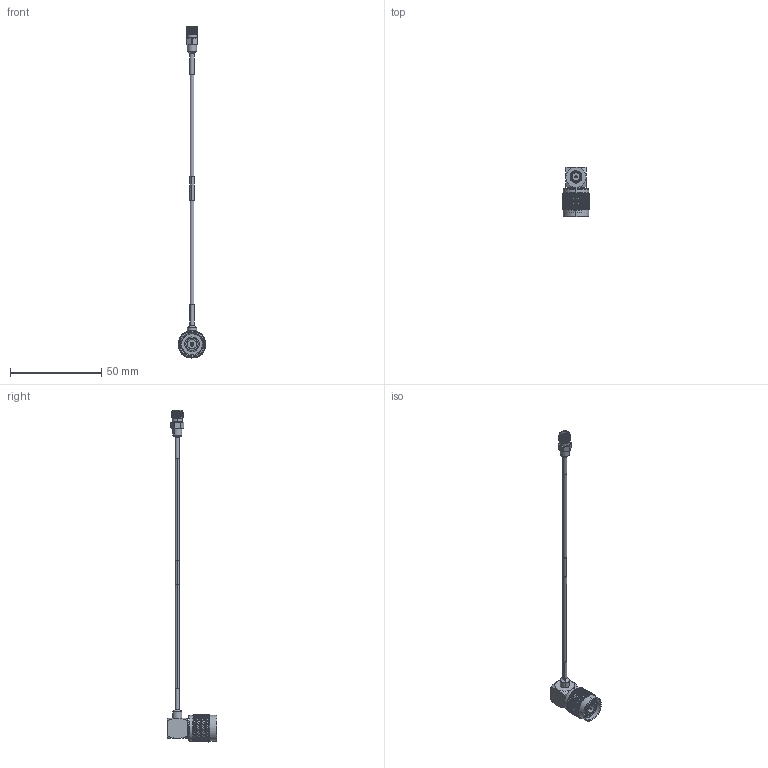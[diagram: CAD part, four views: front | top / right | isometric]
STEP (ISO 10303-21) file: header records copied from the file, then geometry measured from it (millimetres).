
FILE_DESCRIPTION (( 'STEP AP214' ), '1' );
FILE_NAME ('LCCA30563.step', '2020-06-22T20:18:50', ( '' ), ( '' ), 'SwSTEP 2.0', 'SolidWorks 2018', '' );
FILE_SCHEMA (( 'AUTOMOTIVE_DESIGN' ));
Length unit declared in the file: inch
Products named in the file (6): LC085TB (085 FORMABLE); LCCN3044_HS; LCCN3046; 1AW01-002_.08 ID; LCCN3060; LCCA30563
Assembly tree (6 placements, depth 2):
  LCCA30563
    LC085TB (085 FORMABLE)
    1AW01-002_.08 ID
    LCCN3044_HS  x2
    LCCN3060
    LCCN3046
Bounding box: 14.99 x 27 x 181.58 mm (x, y, z)
Volume: 4207 mm3; surface area: 4694.4 mm2
Topology: 6 solids, 6 shells, 2175 faces, 4620 edges, 2473 vertices
Faces by surface type: bspline 1610, cylinder 453, plane 63, cone 43, torus 6
Entity records: 87163 total; most frequent: CARTESIAN_POINT 57933, ORIENTED_EDGE 9212, EDGE_CURVE 4606, VERTEX_POINT 2465, EDGE_LOOP 2185, FACE_OUTER_BOUND 2167, ADVANCED_FACE 2167, B_SPLINE_CURVE_WITH_KNOTS 1974
